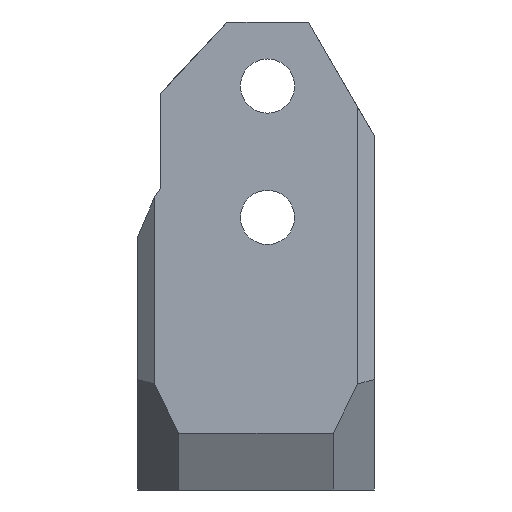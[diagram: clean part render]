
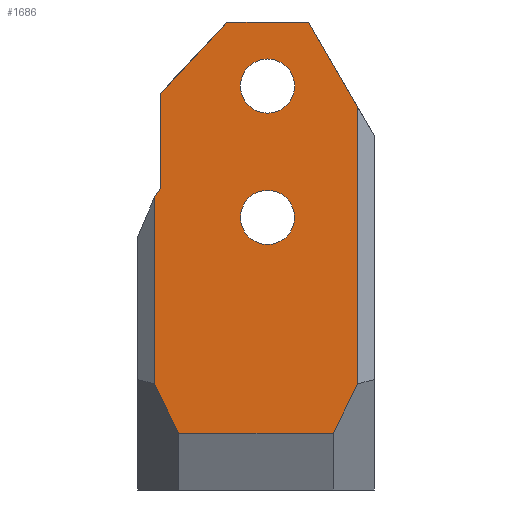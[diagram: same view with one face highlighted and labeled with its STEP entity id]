
A CAD part, front view. The second image highlights one B-rep face of the part: STEP entity #1686.
In plain terms, the highlighted planar face has unit normal (0, -1, 0).
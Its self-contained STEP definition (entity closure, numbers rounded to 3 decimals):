
#131=FACE_BOUND('',#293,.T.);
#132=FACE_BOUND('',#294,.T.);
#143=CIRCLE('',#1730,1.65);
#144=CIRCLE('',#1732,1.65);
#218=FACE_OUTER_BOUND('',#292,.T.);
#292=EDGE_LOOP('',(#1548,#1549,#1550,#1551,#1552,#1553,#1554,#1555,#1556,
#1557));
#293=EDGE_LOOP('',(#1558));
#294=EDGE_LOOP('',(#1559));
#302=LINE('',#2330,#451);
#329=LINE('',#2390,#478);
#335=LINE('',#2402,#484);
#367=LINE('',#2477,#516);
#368=LINE('',#2479,#517);
#370=LINE('',#2484,#519);
#384=LINE('',#2788,#533);
#385=LINE('',#2790,#534);
#443=LINE('',#3007,#592);
#444=LINE('',#3008,#593);
#451=VECTOR('',#1870,1.);
#478=VECTOR('',#1917,1.);
#484=VECTOR('',#1925,1.);
#516=VECTOR('',#1977,1.);
#517=VECTOR('',#1980,1.);
#519=VECTOR('',#1984,1.);
#533=VECTOR('',#2092,1.);
#534=VECTOR('',#2095,1.);
#592=VECTOR('',#2309,1.);
#593=VECTOR('',#2310,1.);
#598=VERTEX_POINT('',#2325);
#599=VERTEX_POINT('',#2329);
#621=VERTEX_POINT('',#2387);
#622=VERTEX_POINT('',#2389);
#623=VERTEX_POINT('',#2393);
#627=VERTEX_POINT('',#2400);
#660=VERTEX_POINT('',#2475);
#661=VERTEX_POINT('',#2481);
#662=VERTEX_POINT('',#2483);
#663=VERTEX_POINT('',#2487);
#664=VERTEX_POINT('',#2491);
#785=VERTEX_POINT('',#3006);
#791=EDGE_CURVE('',#599,#598,#302,.T.);
#821=EDGE_CURVE('',#622,#621,#329,.T.);
#827=EDGE_CURVE('',#627,#623,#335,.T.);
#866=EDGE_CURVE('',#660,#623,#367,.T.);
#867=EDGE_CURVE('',#621,#599,#368,.T.);
#869=EDGE_CURVE('',#662,#661,#370,.T.);
#871=EDGE_CURVE('',#663,#663,#143,.T.);
#873=EDGE_CURVE('',#664,#664,#144,.T.);
#942=EDGE_CURVE('',#627,#662,#384,.T.);
#943=EDGE_CURVE('',#622,#661,#385,.T.);
#1044=EDGE_CURVE('',#660,#785,#443,.T.);
#1045=EDGE_CURVE('',#598,#785,#444,.T.);
#1548=ORIENTED_EDGE('',*,*,#1044,.F.);
#1549=ORIENTED_EDGE('',*,*,#866,.T.);
#1550=ORIENTED_EDGE('',*,*,#827,.F.);
#1551=ORIENTED_EDGE('',*,*,#942,.T.);
#1552=ORIENTED_EDGE('',*,*,#869,.T.);
#1553=ORIENTED_EDGE('',*,*,#943,.F.);
#1554=ORIENTED_EDGE('',*,*,#821,.T.);
#1555=ORIENTED_EDGE('',*,*,#867,.T.);
#1556=ORIENTED_EDGE('',*,*,#791,.T.);
#1557=ORIENTED_EDGE('',*,*,#1045,.T.);
#1558=ORIENTED_EDGE('',*,*,#873,.T.);
#1559=ORIENTED_EDGE('',*,*,#871,.T.);
#1617=PLANE('',#1854);
#1686=ADVANCED_FACE('',(#218,#131,#132),#1617,.T.);
#1730=AXIS2_PLACEMENT_3D('',#2488,#1988,#1989);
#1732=AXIS2_PLACEMENT_3D('',#2492,#1993,#1994);
#1854=AXIS2_PLACEMENT_3D('',#3005,#2307,#2308);
#1870=DIRECTION('',(-0.555,0.,-0.832));
#1917=DIRECTION('',(-0.681,0.,-0.733));
#1925=DIRECTION('',(-0.447,0.,-0.894));
#1977=DIRECTION('',(1.,0.,0.));
#1980=DIRECTION('',(-0.004,0.,-1.));
#1984=DIRECTION('',(-0.5,0.,0.866));
#1988=DIRECTION('center_axis',(0.,1.,0.));
#1989=DIRECTION('ref_axis',(1.,0.,0.));
#1993=DIRECTION('center_axis',(0.,1.,0.));
#1994=DIRECTION('ref_axis',(1.,0.,0.));
#2092=DIRECTION('',(0.,0.,1.));
#2095=DIRECTION('',(1.,0.,0.));
#2307=DIRECTION('center_axis',(0.,-1.,0.));
#2308=DIRECTION('ref_axis',(0.,0.,-1.));
#2309=DIRECTION('',(-0.447,0.,0.894));
#2310=DIRECTION('',(0.,0.,-1.));
#2325=CARTESIAN_POINT('',(1.,0.,17.796));
#2329=CARTESIAN_POINT('',(1.379,0.,18.365));
#2330=CARTESIAN_POINT('',(3.506,0.,21.555));
#2387=CARTESIAN_POINT('',(1.4,0.,24.17));
#2389=CARTESIAN_POINT('',(5.424,0.,28.5));
#2390=CARTESIAN_POINT('',(4.167,0.,27.148));
#2393=CARTESIAN_POINT('',(11.9,0.,3.464));
#2400=CARTESIAN_POINT('',(13.4,0.,6.464));
#2402=CARTESIAN_POINT('',(15.274,0.,10.213));
#2475=CARTESIAN_POINT('',(2.5,0.,3.464));
#2477=CARTESIAN_POINT('',(0.,0.,3.464));
#2479=CARTESIAN_POINT('',(1.408,0.,26.332));
#2481=CARTESIAN_POINT('',(10.4,0.,28.5));
#2483=CARTESIAN_POINT('',(13.4,0.,23.304));
#2484=CARTESIAN_POINT('',(11.1,0.,27.288));
#2487=CARTESIAN_POINT('',(6.25,0.,24.599));
#2488=CARTESIAN_POINT('Origin',(7.9,0.,24.599));
#2491=CARTESIAN_POINT('',(6.25,0.,16.599));
#2492=CARTESIAN_POINT('Origin',(7.9,0.,16.599));
#2788=CARTESIAN_POINT('',(13.4,0.,14.25));
#2790=CARTESIAN_POINT('',(0.,0.,28.5));
#3005=CARTESIAN_POINT('Origin',(0.,0.,28.5));
#3006=CARTESIAN_POINT('',(1.,0.,6.464));
#3007=CARTESIAN_POINT('',(-2.314,0.,13.093));
#3008=CARTESIAN_POINT('',(1.,0.,14.25));
